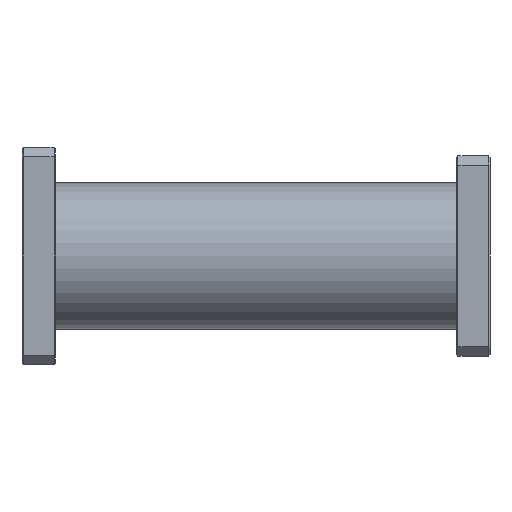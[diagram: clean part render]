
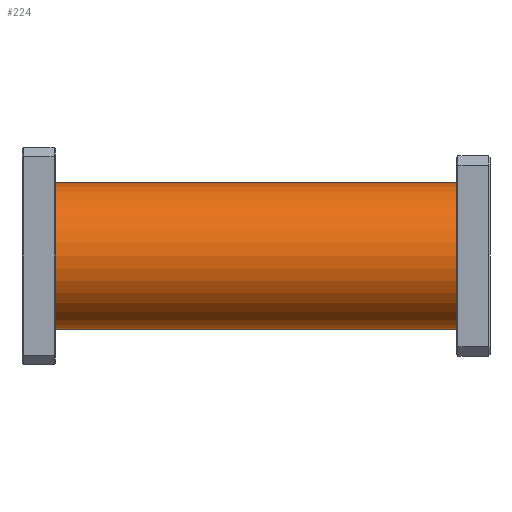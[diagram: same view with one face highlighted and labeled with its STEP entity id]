
A CAD part, front view. The second image highlights one B-rep face of the part: STEP entity #224.
In plain terms, the highlighted cylindrical face has radius 13.97 mm (diameter 27.94 mm), a partial arc.
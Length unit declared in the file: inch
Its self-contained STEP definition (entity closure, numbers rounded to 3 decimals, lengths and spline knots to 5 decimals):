
#7 = DIRECTION ( 'NONE',  ( 0., 0., -1. ) ) ;
#224 = ADVANCED_FACE ( 'NONE', ( #2179 ), #588, .T. ) ;
#272 = CIRCLE ( 'NONE', #1443, 0.55 ) ;
#345 = DIRECTION ( 'NONE',  ( 1., 0., 0. ) ) ;
#361 = VERTEX_POINT ( 'NONE', #640 ) ;
#430 = DIRECTION ( 'NONE',  ( 1., 0., 0. ) ) ;
#509 = CARTESIAN_POINT ( 'NONE',  ( 0.25, 0., -0.55 ) ) ;
#588 = CYLINDRICAL_SURFACE ( 'NONE', #967, 0.55 ) ;
#640 = CARTESIAN_POINT ( 'NONE',  ( 3.25, 0., 0.55 ) ) ;
#735 = EDGE_CURVE ( 'NONE', #998, #361, #1012, .T. ) ;
#782 = CARTESIAN_POINT ( 'NONE',  ( 0.25, 0., 0. ) ) ;
#797 = DIRECTION ( 'NONE',  ( 1., 0., 0. ) ) ;
#804 = CARTESIAN_POINT ( 'NONE',  ( 3.25, 0., -0.55 ) ) ;
#811 = ORIENTED_EDGE ( 'NONE', *, *, #2039, .T. ) ;
#818 = DIRECTION ( 'NONE',  ( 1., 0., 0. ) ) ;
#938 = AXIS2_PLACEMENT_3D ( 'NONE', #1064, #345, #7 ) ;
#967 = AXIS2_PLACEMENT_3D ( 'NONE', #2241, #430, #1510 ) ;
#998 = VERTEX_POINT ( 'NONE', #1034 ) ;
#1012 = LINE ( 'NONE', #2240, #1070 ) ;
#1031 = DIRECTION ( 'NONE',  ( 1., 0., 0. ) ) ;
#1034 = CARTESIAN_POINT ( 'NONE',  ( 0.25, 0., 0.55 ) ) ;
#1064 = CARTESIAN_POINT ( 'NONE',  ( 3.25, 0., 0. ) ) ;
#1070 = VECTOR ( 'NONE', #818, 39.37008 ) ;
#1094 = VERTEX_POINT ( 'NONE', #509 ) ;
#1201 = CIRCLE ( 'NONE', #938, 0.55 ) ;
#1340 = LINE ( 'NONE', #2290, #1978 ) ;
#1415 = EDGE_LOOP ( 'NONE', ( #1579, #2117, #811, #1778 ) ) ;
#1443 = AXIS2_PLACEMENT_3D ( 'NONE', #782, #797, #1680 ) ;
#1510 = DIRECTION ( 'NONE',  ( 0., 0., -1. ) ) ;
#1579 = ORIENTED_EDGE ( 'NONE', *, *, #735, .F. ) ;
#1680 = DIRECTION ( 'NONE',  ( 0., 0., -1. ) ) ;
#1778 = ORIENTED_EDGE ( 'NONE', *, *, #2269, .F. ) ;
#1806 = EDGE_CURVE ( 'NONE', #998, #1094, #272, .T. ) ;
#1898 = VERTEX_POINT ( 'NONE', #804 ) ;
#1978 = VECTOR ( 'NONE', #1031, 39.37008 ) ;
#2039 = EDGE_CURVE ( 'NONE', #1094, #1898, #1340, .T. ) ;
#2117 = ORIENTED_EDGE ( 'NONE', *, *, #1806, .T. ) ;
#2179 = FACE_OUTER_BOUND ( 'NONE', #1415, .T. ) ;
#2240 = CARTESIAN_POINT ( 'NONE',  ( 0., 0., 0.55 ) ) ;
#2241 = CARTESIAN_POINT ( 'NONE',  ( 0., 0., 0. ) ) ;
#2269 = EDGE_CURVE ( 'NONE', #361, #1898, #1201, .T. ) ;
#2290 = CARTESIAN_POINT ( 'NONE',  ( 0., 0., -0.55 ) ) ;
